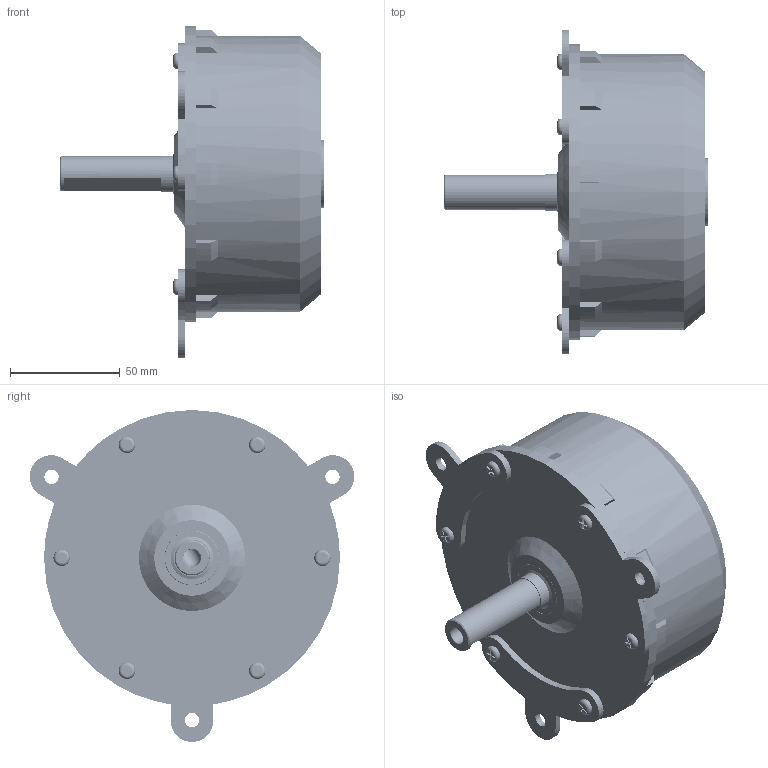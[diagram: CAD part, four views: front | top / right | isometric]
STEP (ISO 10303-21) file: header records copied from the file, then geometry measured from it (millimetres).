
FILE_DESCRIPTION (( 'STEP AP203' ), '1' );
FILE_NAME ('高尔夫球车轮毂电机.STEP', '2024-10-09T08:00:25', ( 'China' ), ( 'Home' ), 'SwSTEP 2.0', 'SolidWorks 2020', '' );
FILE_SCHEMA (( 'CONFIG_CONTROL_DESIGN' ));
Length unit declared in the file: millimetre
Products named in the file (19): 綴裔20240628; 6202RS; 綴盄殤; 嫉嗡; 俋褲20240628; 高尔夫球车轮毂电机; 棠坒嘐隅殤; 隅赽郋えㄗ饜盄殤ㄘ; 粣郋; 詩杶; 齊嫌蟀諉啣; 密封圈; SS41; 滅阨砎蝶菜; 6003RS; 隅赽盄殤蚾饜; ヶ盄殤; 磁石片（34.5高220401）; M4蹟佪
Assembly tree (69 placements, depth 3):
  高尔夫球车轮毂电机
    俋褲20240628
    綴裔20240628
    6003RS
    6202RS
    滅阨砎蝶菜
    粣郋
    密封圈
    嫉嗡  x3
    M4蹟佪  x6
    詩杶
    棠坒嘐隅殤  x2
    磁石片（34.5高220401）  x42
    隅赽盄殤蚾饜
      隅赽郋えㄗ饜盄殤ㄘ
      ヶ盄殤
      綴盄殤
    齊嫌蟀諉啣
    SS41  x3
Bounding box: 120.5 x 148.1 x 151.5 mm (x, y, z)
Volume: 523578.7 mm3; surface area: 310187.1 mm2
Topology: 67 solids, 67 shells, 5270 faces, 13579 edges, 8489 vertices
Faces by surface type: cylinder 2650, plane 1360, torus 681, bspline 271, sphere 269, cone 39
Entity records: 258333 total; most frequent: CARTESIAN_POINT 77061, DIRECTION 40209, ORIENTED_EDGE 37232, EDGE_CURVE 18616, AXIS2_PLACEMENT_3D 16704, VERTEX_POINT 11346, CIRCLE 9752, EDGE_LOOP 7492
